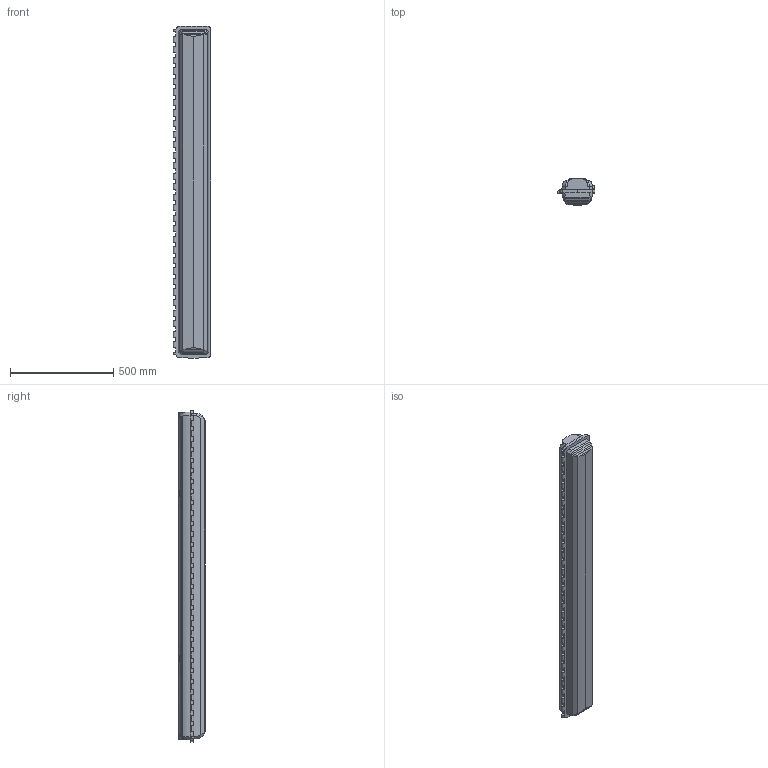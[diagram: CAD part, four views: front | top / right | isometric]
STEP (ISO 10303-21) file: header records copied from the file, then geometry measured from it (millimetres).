
FILE_DESCRIPTION (( 'STEP AP214' ), '1' );
FILE_NAME ('Kundenmodell 6001 58 W.STEP', '2015-09-21T10:00:46', ( '' ), ( '' ), 'SwSTEP 2.0', 'SolidWorks 2015', '' );
FILE_SCHEMA (( 'AUTOMOTIVE_DESIGN' ));
Length unit declared in the file: millimetre
Products named in the file (1): Kundenmodell 6001 58 W
Bounding box: 183.6 x 128 x 1607.72 mm (x, y, z)
Volume: 26885821.4 mm3; surface area: 1357428.7 mm2
Topology: 2 solids, 2 shells, 347 faces, 872 edges, 538 vertices
Faces by surface type: plane 247, cylinder 94, cone 4, bspline 2
Entity records: 14380 total; most frequent: CARTESIAN_POINT 2573, ORIENTED_EDGE 1744, DIRECTION 1702, EDGE_CURVE 872, LINE 664, VECTOR 664, VERTEX_POINT 538, AXIS2_PLACEMENT_3D 519
